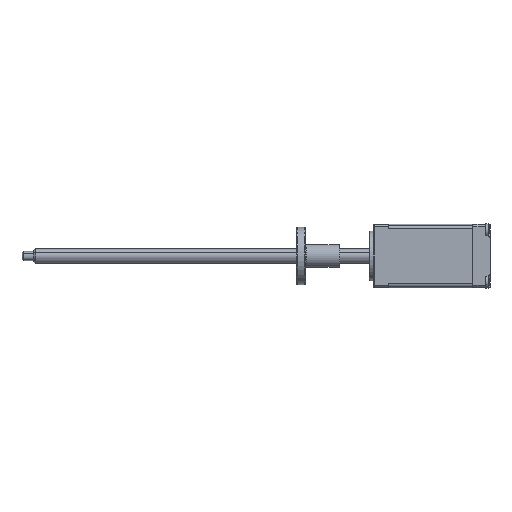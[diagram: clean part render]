
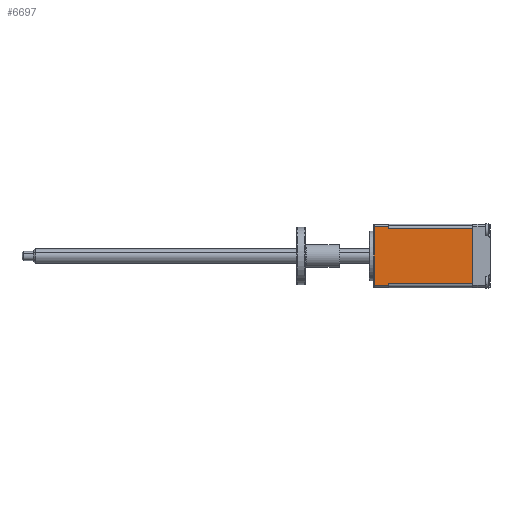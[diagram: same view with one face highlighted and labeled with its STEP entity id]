
A CAD part, left-side view. The second image highlights one B-rep face of the part: STEP entity #6697.
In plain terms, the highlighted planar face has unit normal (-1, 0, 0).
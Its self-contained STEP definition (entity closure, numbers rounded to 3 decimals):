
#3 = PLANE ( 'NONE',  #3194 ) ;
#92 = VECTOR ( 'NONE', #8825, 1000. ) ;
#125 = CARTESIAN_POINT ( 'NONE',  ( -12.711, 23.876, 46.502 ) ) ;
#328 = DIRECTION ( 'NONE',  ( 0., 0., -1. ) ) ;
#420 = VECTOR ( 'NONE', #5789, 1000. ) ;
#582 = LINE ( 'NONE', #4372, #420 ) ;
#622 = ORIENTED_EDGE ( 'NONE', *, *, #4605, .T. ) ;
#665 = DIRECTION ( 'NONE',  ( 0., 0., -1. ) ) ;
#724 = VERTEX_POINT ( 'NONE', #4911 ) ;
#780 = DIRECTION ( 'NONE',  ( 0., 0., 1. ) ) ;
#969 = VERTEX_POINT ( 'NONE', #8305 ) ;
#973 = CARTESIAN_POINT ( 'NONE',  ( -12.711, 23.876, 20.698 ) ) ;
#1064 = VERTEX_POINT ( 'NONE', #125 ) ;
#1083 = VERTEX_POINT ( 'NONE', #8870 ) ;
#1306 = ORIENTED_EDGE ( 'NONE', *, *, #1878, .F. ) ;
#1335 = VERTEX_POINT ( 'NONE', #4187 ) ;
#1353 = EDGE_LOOP ( 'NONE', ( #622, #9757, #3486, #5717, #1306, #9463, #3804, #8915 ) ) ;
#1561 = CARTESIAN_POINT ( 'NONE',  ( -12.711, -19.524, 21.353 ) ) ;
#1875 = LINE ( 'NONE', #2873, #2112 ) ;
#1878 = EDGE_CURVE ( 'NONE', #1335, #1083, #1875, .T. ) ;
#1935 = VECTOR ( 'NONE', #3083, 1000. ) ;
#2015 = EDGE_CURVE ( 'NONE', #7856, #1064, #582, .T. ) ;
#2112 = VECTOR ( 'NONE', #2973, 1000. ) ;
#2158 = EDGE_CURVE ( 'NONE', #1064, #1083, #8877, .T. ) ;
#2181 = LINE ( 'NONE', #1561, #1935 ) ;
#2307 = CARTESIAN_POINT ( 'NONE',  ( -12.711, 17.576, 20.698 ) ) ;
#2678 = LINE ( 'NONE', #2307, #3139 ) ;
#2873 = CARTESIAN_POINT ( 'NONE',  ( -12.711, 16.476, 20.698 ) ) ;
#2973 = DIRECTION ( 'NONE',  ( 0., 1., 0. ) ) ;
#3083 = DIRECTION ( 'NONE',  ( 0., 1., 0. ) ) ;
#3139 = VECTOR ( 'NONE', #8527, 1000. ) ;
#3194 = AXIS2_PLACEMENT_3D ( 'NONE', #6117, #5357, #780 ) ;
#3383 = VECTOR ( 'NONE', #328, 1000. ) ;
#3486 = ORIENTED_EDGE ( 'NONE', *, *, #2015, .T. ) ;
#3542 = CARTESIAN_POINT ( 'NONE',  ( -12.711, -19.524, 45.847 ) ) ;
#3666 = LINE ( 'NONE', #5671, #3383 ) ;
#3804 = ORIENTED_EDGE ( 'NONE', *, *, #4243, .F. ) ;
#4056 = FACE_OUTER_BOUND ( 'NONE', #1353, .T. ) ;
#4187 = CARTESIAN_POINT ( 'NONE',  ( -12.711, 17.576, 20.698 ) ) ;
#4243 = EDGE_CURVE ( 'NONE', #6230, #969, #2181, .T. ) ;
#4286 = EDGE_CURVE ( 'NONE', #969, #1335, #2678, .T. ) ;
#4372 = CARTESIAN_POINT ( 'NONE',  ( -12.711, 16.476, 46.502 ) ) ;
#4605 = EDGE_CURVE ( 'NONE', #724, #5982, #5094, .T. ) ;
#4693 = CARTESIAN_POINT ( 'NONE',  ( -12.711, 17.576, 46.502 ) ) ;
#4911 = CARTESIAN_POINT ( 'NONE',  ( -12.711, -19.524, 45.847 ) ) ;
#4919 = VECTOR ( 'NONE', #9012, 1000. ) ;
#5094 = LINE ( 'NONE', #3542, #4919 ) ;
#5353 = EDGE_CURVE ( 'NONE', #7856, #5982, #3666, .T. ) ;
#5357 = DIRECTION ( 'NONE',  ( 1., 0., 0. ) ) ;
#5671 = CARTESIAN_POINT ( 'NONE',  ( -12.711, 17.576, 20.698 ) ) ;
#5717 = ORIENTED_EDGE ( 'NONE', *, *, #2158, .T. ) ;
#5789 = DIRECTION ( 'NONE',  ( 0., 1., 0. ) ) ;
#5982 = VERTEX_POINT ( 'NONE', #6634 ) ;
#6117 = CARTESIAN_POINT ( 'NONE',  ( -12.711, -19.524, 45.847 ) ) ;
#6230 = VERTEX_POINT ( 'NONE', #9206 ) ;
#6634 = CARTESIAN_POINT ( 'NONE',  ( -12.711, 17.576, 45.847 ) ) ;
#6697 = ADVANCED_FACE ( 'NONE', ( #4056 ), #3, .F. ) ;
#6929 = EDGE_CURVE ( 'NONE', #724, #6230, #8546, .T. ) ;
#7856 = VERTEX_POINT ( 'NONE', #4693 ) ;
#8305 = CARTESIAN_POINT ( 'NONE',  ( -12.711, 17.576, 21.353 ) ) ;
#8527 = DIRECTION ( 'NONE',  ( 0., 0., -1. ) ) ;
#8546 = LINE ( 'NONE', #9624, #92 ) ;
#8552 = VECTOR ( 'NONE', #665, 1000. ) ;
#8825 = DIRECTION ( 'NONE',  ( 0., 0., -1. ) ) ;
#8870 = CARTESIAN_POINT ( 'NONE',  ( -12.711, 23.876, 20.698 ) ) ;
#8877 = LINE ( 'NONE', #973, #8552 ) ;
#8915 = ORIENTED_EDGE ( 'NONE', *, *, #6929, .F. ) ;
#9012 = DIRECTION ( 'NONE',  ( 0., 1., 0. ) ) ;
#9206 = CARTESIAN_POINT ( 'NONE',  ( -12.711, -19.524, 21.353 ) ) ;
#9463 = ORIENTED_EDGE ( 'NONE', *, *, #4286, .F. ) ;
#9624 = CARTESIAN_POINT ( 'NONE',  ( -12.711, -19.524, 45.847 ) ) ;
#9757 = ORIENTED_EDGE ( 'NONE', *, *, #5353, .F. ) ;
